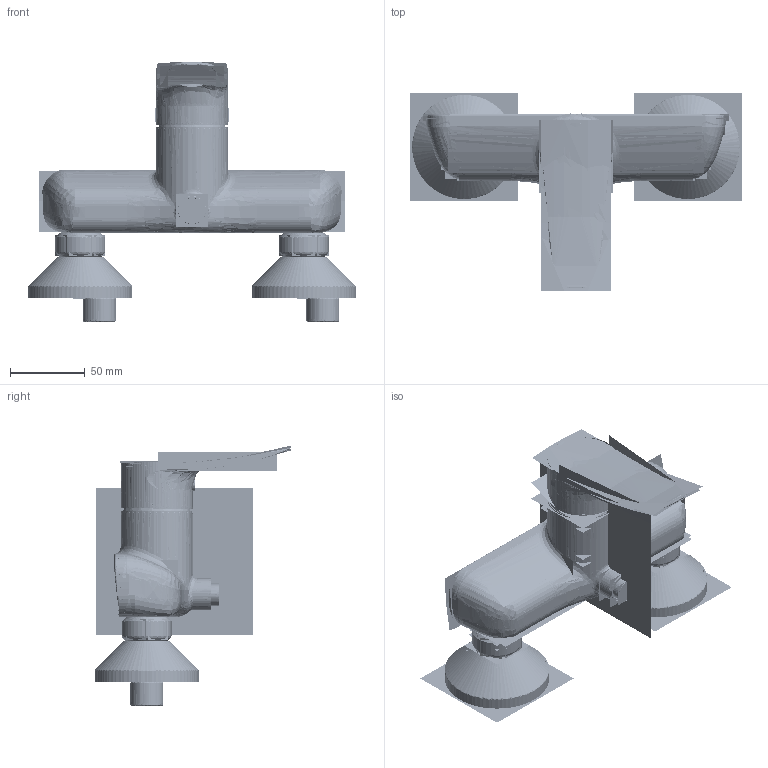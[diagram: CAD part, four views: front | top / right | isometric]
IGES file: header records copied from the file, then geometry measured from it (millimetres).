
Start section:  PTC IGES file: FFAS0912-702500BC0.igs
Global section: file name: FFAS0912-702500BC0.igs; native system: Creo Parametric by PTC Inc.; preprocessor: 2015200; author: 10114211; organization: Unknown; date: 20180814.095155; units: millimetre
Bounding box: 222.8 x 133.55 x 174.95 mm (x, y, z)
Volume: 1811565.4 mm3; surface area: 13689041.6 mm2
Topology: 28 solids, 83 shells, 5152 faces, 33872 edges, 48021 vertices
Faces by surface type: bspline 2852, revolution 2214, extrusion 86
